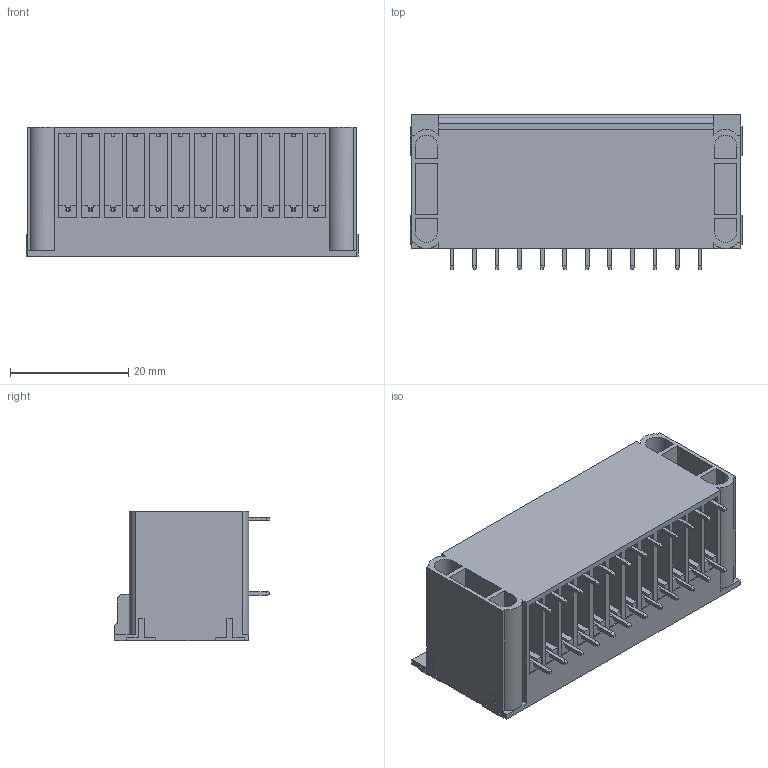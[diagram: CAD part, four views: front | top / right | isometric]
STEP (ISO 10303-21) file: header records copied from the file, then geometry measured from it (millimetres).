
FILE_DESCRIPTION (( 'STEP AP214' ), '1' );
FILE_NAME ('FTB38109-M24B2GNB-REF.STEP', '2025-07-14T05:57:39', ( '' ), ( '' ), 'SwSTEP 2.0', 'SolidWorks 2021', '' );
FILE_SCHEMA (( 'AUTOMOTIVE_DESIGN' ));
Length unit declared in the file: millimetre
Products named in the file (1): FTB38109-M24B2GNB-REF
Bounding box: 56.11 x 26.2 x 21.9 mm (x, y, z)
Volume: 12215.5 mm3; surface area: 18422.7 mm2
Topology: 1 solids, 1 shells, 1929 faces, 5213 edges, 3364 vertices
Faces by surface type: plane 1695, cylinder 162, cone 60, bspline 12
Entity records: 71679 total; most frequent: CARTESIAN_POINT 23735, ORIENTED_EDGE 10426, DIRECTION 8995, EDGE_CURVE 5213, LINE 4723, VECTOR 4723, VERTEX_POINT 3364, AXIS2_PLACEMENT_3D 2136
